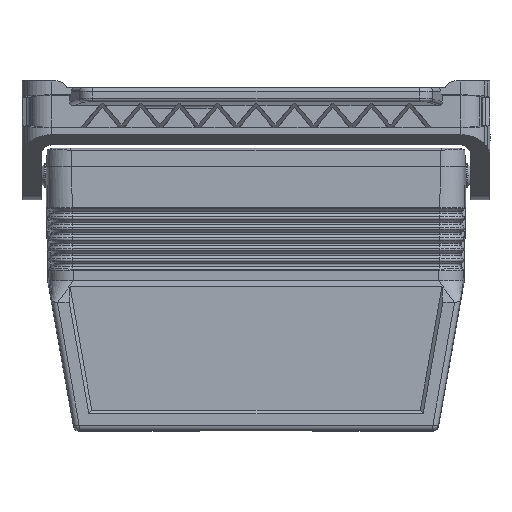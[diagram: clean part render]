
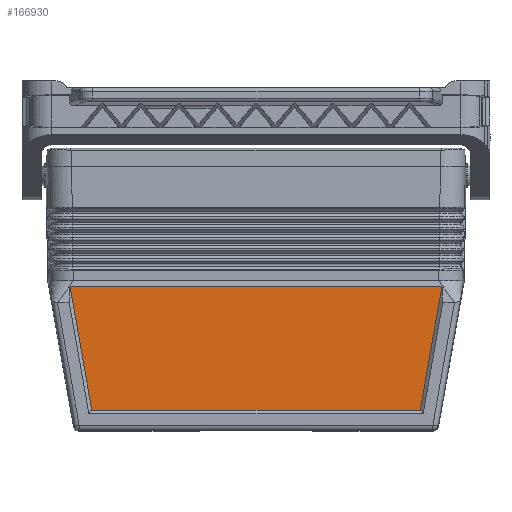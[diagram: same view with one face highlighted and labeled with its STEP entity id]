
A CAD part, front view. The second image highlights one B-rep face of the part: STEP entity #166930.
In plain terms, the highlighted face is planar.
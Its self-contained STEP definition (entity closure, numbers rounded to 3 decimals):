
#124010=CARTESIAN_POINT('',(417.083,77.426,
70.233));
#124020=VERTEX_POINT('',#124010);
#124170=CARTESIAN_POINT('',(417.083,83.656,
34.87));
#124180=VERTEX_POINT('',#124170);
#124210=CARTESIAN_POINT('',(417.083,87.644,
12.233));
#124220=DIRECTION('',(0.,0.174,
-0.985));
#124230=VECTOR('',#124220,1.);
#124240=LINE('',#124210,#124230);
#124250=EDGE_CURVE('',#124020,#124180,#124240,.T.);
#161290=CARTESIAN_POINT('',(417.083,-22.843,
34.87));
#161300=VERTEX_POINT('',#161290);
#161330=CARTESIAN_POINT('',(417.083,44.373,
34.87));
#161340=DIRECTION('',(0.,1.,0.));
#161350=VECTOR('',#161340,1.);
#161360=LINE('',#161330,#161350);
#161370=EDGE_CURVE('',#161300,#124180,#161360,.T.);
#166700=CARTESIAN_POINT('',(417.083,-12.317,
48.893));
#166710=DIRECTION('',(1.,0.,0.));
#166720=DIRECTION('',(0.,1.,0.));
#166730=AXIS2_PLACEMENT_3D('',#166700,#166710,#166720);
#166740=PLANE('',#166730);
#166750=CARTESIAN_POINT('',(417.083,-26.831,
12.233));
#166760=DIRECTION('',(0.,-0.174,
-0.985));
#166770=VECTOR('',#166760,1.);
#166780=LINE('',#166750,#166770);
#166790=CARTESIAN_POINT('',(417.083,-16.613,
70.233));
#166800=VERTEX_POINT('',#166790);
#166810=EDGE_CURVE('',#166800,#161300,#166780,.T.);
#166820=ORIENTED_EDGE('',*,*,#166810,.T.);
#166830=CARTESIAN_POINT('',(417.083,44.373,
70.233));
#166840=DIRECTION('',(0.,-1.,0.));
#166850=VECTOR('',#166840,1.);
#166860=LINE('',#166830,#166850);
#166870=EDGE_CURVE('',#124020,#166800,#166860,.T.);
#166880=ORIENTED_EDGE('',*,*,#166870,.T.);
#166890=ORIENTED_EDGE('',*,*,#124250,.F.);
#166900=ORIENTED_EDGE('',*,*,#161370,.T.);
#166910=EDGE_LOOP('',(#166900,#166890,#166880,#166820));
#166920=FACE_OUTER_BOUND('',#166910,.T.);
#166930=ADVANCED_FACE('',(#166920),#166740,.T.);
